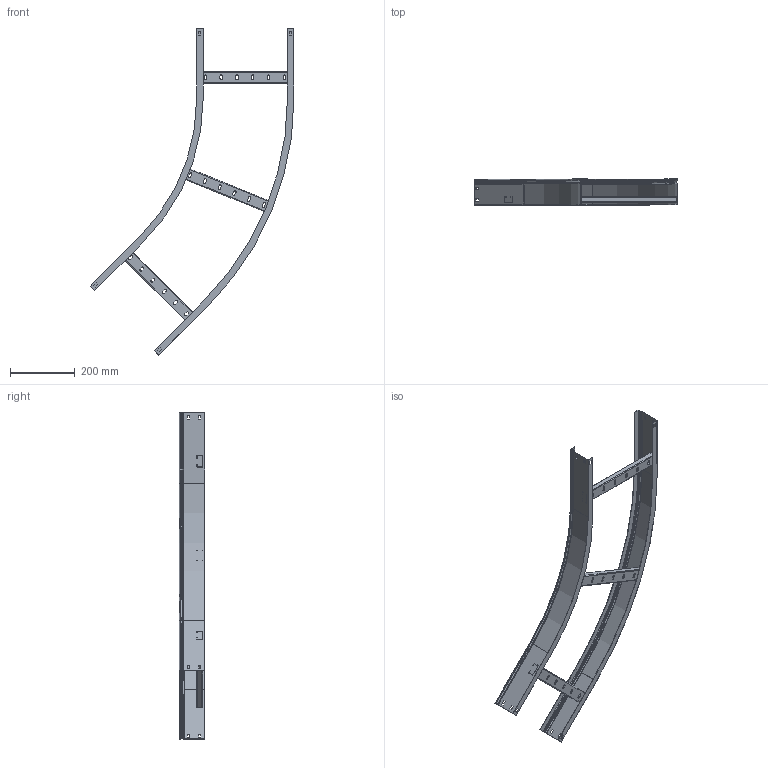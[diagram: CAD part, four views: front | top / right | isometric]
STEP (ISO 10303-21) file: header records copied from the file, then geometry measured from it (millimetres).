
FILE_DESCRIPTION (( 'STEP AP214' ), '1' );
FILE_NAME ('CPG05-4--06.STEP', '2021-03-08T15:35:49', ( '' ), ( '' ), 'SwSTEP 2.0', 'SolidWorks 2017', '' );
FILE_SCHEMA (( 'AUTOMOTIVE_DESIGN' ));
Length unit declared in the file: millimetre
Products named in the file (4): ÊÈÂÀ 095.00.03 Ïëàíêà ïîïåðå÷íàÿ-00_-02; ÊÈÂÀ  195.08.01 Ëîíæåðîí áàçîâûé-00_-01; CPG05-4--06; 嗜吕 195.08.02 祟礞屦铐 铗忮蝽-00_-06
Assembly tree (5 placements, depth 2):
  CPG05-4--06
    ÊÈÂÀ  195.08.01 Ëîíæåðîí áàçîâûé-00_-01
    ÊÈÂÀ 095.00.03 Ïëàíêà ïîïåðå÷íàÿ-00_-02  x3
    嗜吕 195.08.02 祟礞屦铐 铗忮蝽-00_-06
Bounding box: 629.78 x 80 x 1008.39 mm (x, y, z)
Volume: 380896.2 mm3; surface area: 644420.9 mm2
Topology: 5 solids, 5 shells, 402 faces, 952 edges, 560 vertices
Faces by surface type: plane 274, cylinder 104, torus 16, cone 8
Entity records: 7990 total; most frequent: DIRECTION 1376, CARTESIAN_POINT 1326, ORIENTED_EDGE 1312, EDGE_CURVE 656, VECTOR 508, LINE 508, AXIS2_PLACEMENT_3D 434, VERTEX_POINT 384
